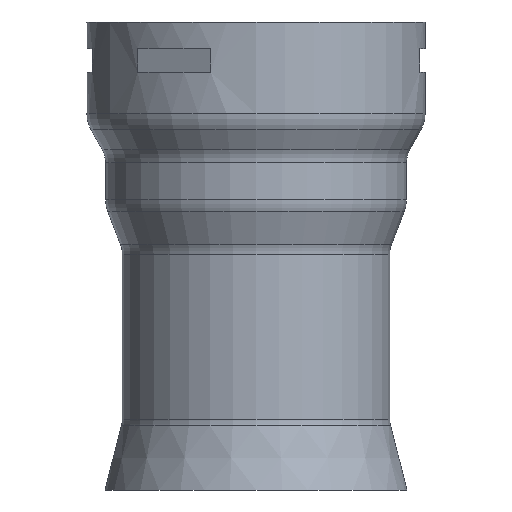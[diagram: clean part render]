
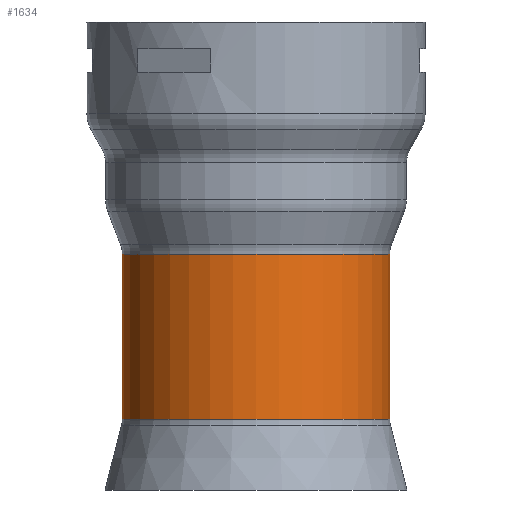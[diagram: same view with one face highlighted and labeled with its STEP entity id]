
A CAD part, front view. The second image highlights one B-rep face of the part: STEP entity #1634.
In plain terms, the highlighted cylindrical face has radius 400 mm (diameter 800 mm), a full revolution.
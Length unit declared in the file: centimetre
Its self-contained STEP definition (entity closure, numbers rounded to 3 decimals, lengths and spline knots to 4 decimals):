
#39=CYLINDRICAL_SURFACE('',#1789,40.);
#103=CIRCLE('',#1787,40.);
#104=CIRCLE('',#1788,40.);
#105=CIRCLE('',#1790,40.);
#106=CIRCLE('',#1791,40.);
#241=FACE_OUTER_BOUND('',#333,.T.);
#333=EDGE_LOOP('',(#1345,#1346,#1347,#1348,#1349,#1350));
#483=LINE('',#2761,#618);
#618=VECTOR('',#2244,40.);
#748=VERTEX_POINT('',#2751);
#749=VERTEX_POINT('',#2753);
#750=VERTEX_POINT('',#2757);
#751=VERTEX_POINT('',#2758);
#967=EDGE_CURVE('',#749,#748,#103,.T.);
#968=EDGE_CURVE('',#748,#749,#104,.T.);
#969=EDGE_CURVE('',#750,#751,#105,.T.);
#970=EDGE_CURVE('',#751,#750,#106,.T.);
#971=EDGE_CURVE('',#751,#749,#483,.T.);
#1345=ORIENTED_EDGE('',*,*,#969,.F.);
#1346=ORIENTED_EDGE('',*,*,#970,.F.);
#1347=ORIENTED_EDGE('',*,*,#971,.T.);
#1348=ORIENTED_EDGE('',*,*,#967,.T.);
#1349=ORIENTED_EDGE('',*,*,#968,.T.);
#1350=ORIENTED_EDGE('',*,*,#971,.F.);
#1634=ADVANCED_FACE('',(#241),#39,.T.);
#1787=AXIS2_PLACEMENT_3D('',#2754,#2234,#2235);
#1788=AXIS2_PLACEMENT_3D('',#2755,#2236,#2237);
#1789=AXIS2_PLACEMENT_3D('',#2756,#2238,#2239);
#1790=AXIS2_PLACEMENT_3D('',#2759,#2240,#2241);
#1791=AXIS2_PLACEMENT_3D('',#2760,#2242,#2243);
#2234=DIRECTION('center_axis',(0.,0.,1.));
#2235=DIRECTION('ref_axis',(1.,0.,0.));
#2236=DIRECTION('center_axis',(0.,0.,1.));
#2237=DIRECTION('ref_axis',(1.,0.,0.));
#2238=DIRECTION('center_axis',(0.,0.,1.));
#2239=DIRECTION('ref_axis',(-1.,0.,0.));
#2240=DIRECTION('center_axis',(0.,0.,1.));
#2241=DIRECTION('ref_axis',(1.,0.,0.));
#2242=DIRECTION('center_axis',(0.,0.,1.));
#2243=DIRECTION('ref_axis',(1.,0.,0.));
#2244=DIRECTION('',(0.,0.,-1.));
#2751=CARTESIAN_POINT('',(0.,40.,21.2047));
#2753=CARTESIAN_POINT('',(40.,0.,21.2047));
#2754=CARTESIAN_POINT('Origin',(0.,0.,21.2047));
#2755=CARTESIAN_POINT('Origin',(0.,0.,21.2047));
#2756=CARTESIAN_POINT('Origin',(0.,0.,45.8597));
#2757=CARTESIAN_POINT('',(0.,40.,70.5146));
#2758=CARTESIAN_POINT('',(40.,0.,70.5146));
#2759=CARTESIAN_POINT('Origin',(0.,0.,70.5146));
#2760=CARTESIAN_POINT('Origin',(0.,0.,70.5146));
#2761=CARTESIAN_POINT('',(40.,0.,45.8597));
